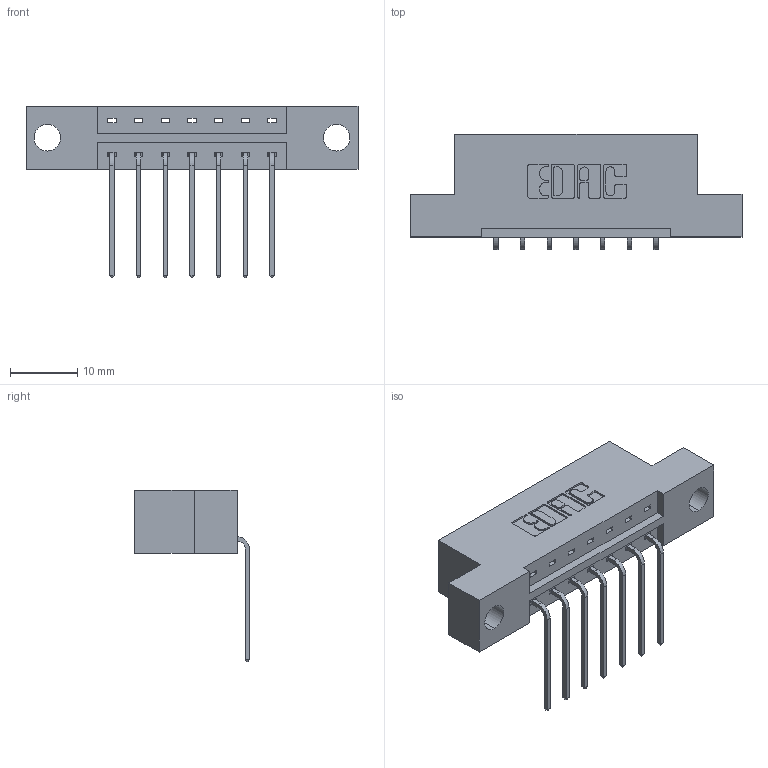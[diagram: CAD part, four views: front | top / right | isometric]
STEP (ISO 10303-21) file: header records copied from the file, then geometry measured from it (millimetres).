
FILE_DESCRIPTION (( 'STEP AP203' ), '1' );
FILE_NAME ('333-007-559-104.STEP', '2018-07-31T21:49:47', ( '' ), ( '' ), 'SwSTEP 2.0', 'SolidWorks 2016', '' );
FILE_SCHEMA (( 'CONFIG_CONTROL_DESIGN' ));
Length unit declared in the file: inch
Products named in the file (3): 333 Part_Flush - .156 Dia - TH; 345-292-001_558 559 Tail - 1; 333-007-559-104
Assembly tree (8 placements, depth 2):
  333-007-559-104
    333 Part_Flush - .156 Dia - TH
    345-292-001_558 559 Tail - 1  x7
Bounding box: 49.28 x 17.09 x 25.53 mm (x, y, z)
Volume: 4593 mm3; surface area: 4678.8 mm2
Topology: 8 solids, 8 shells, 534 faces, 1585 edges, 1046 vertices
Faces by surface type: plane 378, cylinder 156
Entity records: 8893 total; most frequent: CARTESIAN_POINT 1547, ORIENTED_EDGE 1490, DIRECTION 1375, EDGE_CURVE 745, VECTOR 617, LINE 617, VERTEX_POINT 494, AXIS2_PLACEMENT_3D 379
